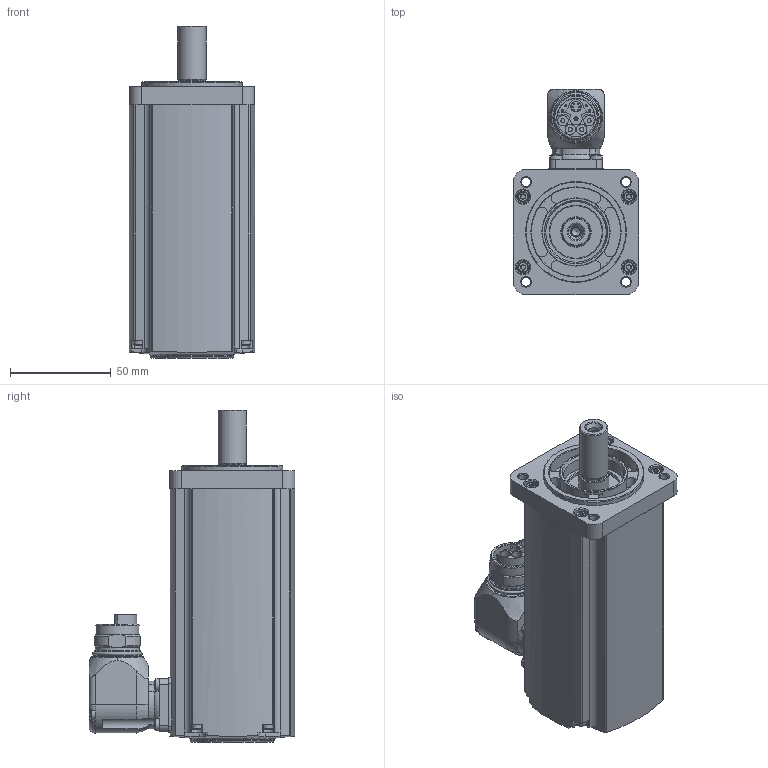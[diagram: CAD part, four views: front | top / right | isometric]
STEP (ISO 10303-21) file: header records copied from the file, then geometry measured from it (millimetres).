
FILE_DESCRIPTION(/* description */ ('STEP AP214'),/* implementation_level */ '2;1');
FILE_NAME(/* name */ '5242205_EMMT-AS-60-M-LS-RM',/* time_stamp */ '2024-08-21T12:14:09+02:00',/* author */ ('License CC BY-ND 4.0'),/* organization */ ('CADENAS'),/* preprocessor_version */ 'ST-DEVELOPER v19.3',/* originating_system */ 'PARTsolutions',/* authorisation */ ' ');
FILE_SCHEMA (('AUTOMOTIVE_DESIGN {1 0 10303 214 3 1 1}'));
Length unit declared in the file: millimetre
Products named in the file (2): 5242205 EMMT-AS-60-M-LS-RM---(high); 5242205 EMMT-AS-60-M-R---(high_h)
Assembly tree (1 placements, depth 2):
  5242205 EMMT-AS-60-M-LS-RM---(high)
    5242205 EMMT-AS-60-M-R---(high_h)
Bounding box: 62 x 102 x 164.5 mm (x, y, z)
Volume: 479318.2 mm3; surface area: 51508.2 mm2
Topology: 1 solids, 1 shells, 571 faces, 1500 edges, 983 vertices
Faces by surface type: cylinder 296, plane 181, torus 51, cone 37, sphere 6
Full cylindrical faces by diameter (mm): 0.63 x6, 0.99 x4, 1.99 x5, 4.134 x1, 4.3 x4, 5.1 x4, 5.2 x1, 5.3 x1, 6 x6, 6.6 x4, 13.6 x1, 14 x1, 15 x1, 21.55 x1, 21.685 x1, 21.95 x2, 22.9 x2, 26 x1, 30 x1, 33.8 x1, 41.274 x1, 44.2 x1, 50 x1
Entity records: 17199 total; most frequent: CARTESIAN_POINT 3387, DIRECTION 3038, ORIENTED_EDGE 2680, EDGE_CURVE 1340, AXIS2_PLACEMENT_3D 1281, VERTEX_POINT 950, FACE_BOUND 758, EDGE_LOOP 757
